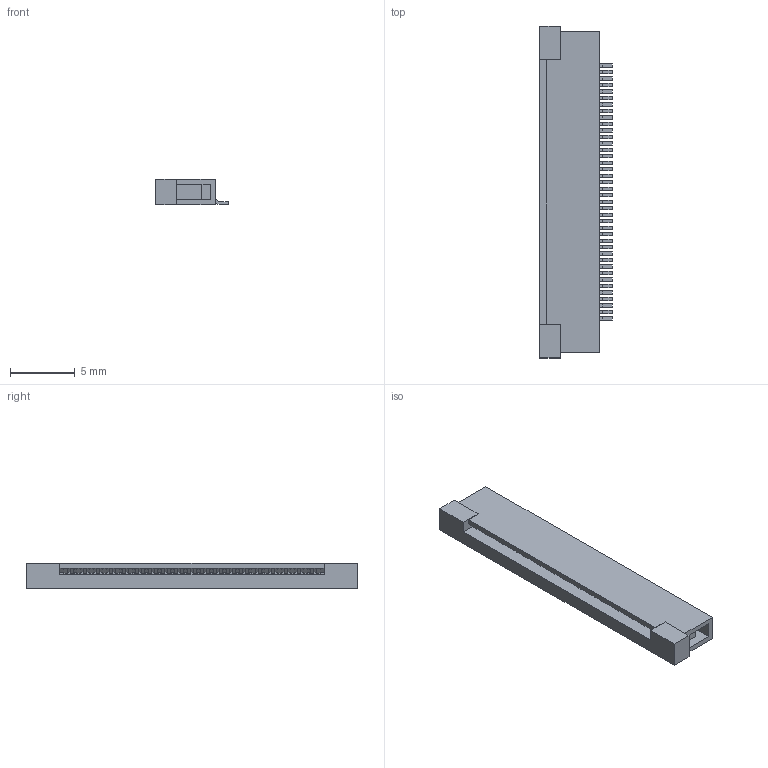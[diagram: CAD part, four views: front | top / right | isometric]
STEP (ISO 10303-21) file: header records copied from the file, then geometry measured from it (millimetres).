
FILE_DESCRIPTION(('3DEXPERIENCE STEP','CAx-IF Rec.Pracs.--- Model Styling and Organization---1.5--- 2016-08-15','CAx-IF Rec.Pracs.---Supplemental Geometry---1.0---2011-11-01','CAx-IF Rec.Pracs.--- Composite Materials ---3.4---2017-06-13','CAx-IF Rec.Pracs.---Tessellated 3D Geometry---1.0---2015-12-17'),'2;1');
FILE_NAME('Jun_Experiment_1 1.1.stp','2024-09-20T15:39:12+00:00',('none'),('none'),'3DEXPERIENCE Platform3DEXPERIENCE R2024x HotFix 4.24','3DEXPERIENCE Platform STEP AP242 v3','none');
FILE_SCHEMA(('AP242_MANAGED_MODEL_BASED_3D_ENGINEERING_MIM_LF {1 0 10303 442 1 1 4}'));
Length unit declared in the file: millimetre
Products named in the file (3): Jun_Experiment_1; Base; Lock
Assembly tree (2 placements, depth 2):
  Jun_Experiment_1
    Base
    Lock
Bounding box: 5.6 x 25.6 x 2 mm (x, y, z)
Volume: 181.3 mm3; surface area: 1047.3 mm2
Topology: 2 solids, 2 shells, 887 faces, 2923 edges, 1922 vertices
Faces by surface type: plane 887
Entity records: 28556 total; most frequent: ORIENTED_EDGE 5846, CARTESIAN_POINT 5063, DIRECTION 3353, VECTOR 2923, LINE 2923, EDGE_CURVE 2923, VERTEX_POINT 1922, EDGE_LOOP 929
